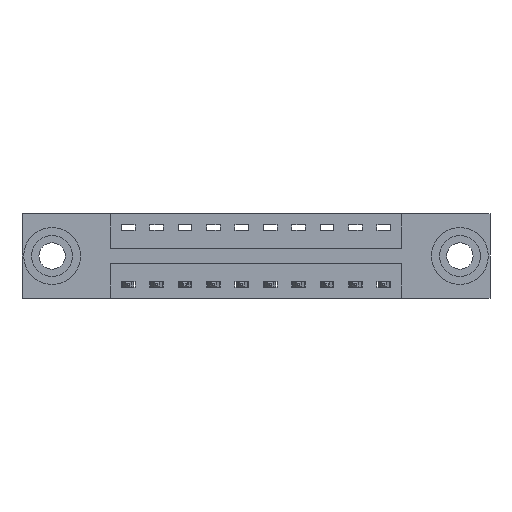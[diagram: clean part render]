
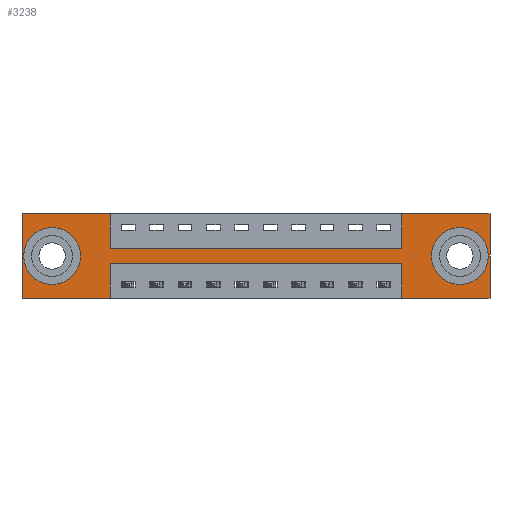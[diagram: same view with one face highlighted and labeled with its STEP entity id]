
A CAD part, front view. The second image highlights one B-rep face of the part: STEP entity #3238.
In plain terms, the highlighted planar face has unit normal (0, -1, 0).
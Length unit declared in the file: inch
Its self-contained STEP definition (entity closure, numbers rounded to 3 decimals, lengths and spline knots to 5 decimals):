
#109 = CARTESIAN_POINT ( 'NONE',  ( 2.06, 0., 0. ) ) ;
#220 = AXIS2_PLACEMENT_3D ( 'NONE', #1773, #10121, #3556 ) ;
#295 = CARTESIAN_POINT ( 'NONE',  ( 0., 0., 0. ) ) ;
#337 = VERTEX_POINT ( 'NONE', #6078 ) ;
#495 = VECTOR ( 'NONE', #5530, 39.37008 ) ;
#595 = VECTOR ( 'NONE', #10757, 39.37008 ) ;
#771 = VERTEX_POINT ( 'NONE', #109 ) ;
#792 = LINE ( 'NONE', #7201, #8822 ) ;
#849 = CARTESIAN_POINT ( 'NONE',  ( 1.9275, 0., -0.185 ) ) ;
#916 = ORIENTED_EDGE ( 'NONE', *, *, #3908, .F. ) ;
#978 = ORIENTED_EDGE ( 'NONE', *, *, #8809, .T. ) ;
#992 = CARTESIAN_POINT ( 'NONE',  ( 0.3875, 0., -0.22 ) ) ;
#1096 = AXIS2_PLACEMENT_3D ( 'NONE', #10069, #4621, #1977 ) ;
#1109 = DIRECTION ( 'NONE',  ( 1., 0., 0. ) ) ;
#1126 = ORIENTED_EDGE ( 'NONE', *, *, #1156, .T. ) ;
#1156 = EDGE_CURVE ( 'NONE', #3706, #337, #4236, .T. ) ;
#1246 = DIRECTION ( 'NONE',  ( 1., 0., 0. ) ) ;
#1319 = VECTOR ( 'NONE', #1246, 39.37008 ) ;
#1460 = FACE_BOUND ( 'NONE', #5032, .T. ) ;
#1674 = VECTOR ( 'NONE', #2494, 39.37008 ) ;
#1773 = CARTESIAN_POINT ( 'NONE',  ( 0.1325, 0., -0.185 ) ) ;
#1842 = ORIENTED_EDGE ( 'NONE', *, *, #2604, .F. ) ;
#1855 = VERTEX_POINT ( 'NONE', #295 ) ;
#1863 = CARTESIAN_POINT ( 'NONE',  ( 1.6725, 0., 0. ) ) ;
#1880 = DIRECTION ( 'NONE',  ( 0., 1., 0. ) ) ;
#1902 = ORIENTED_EDGE ( 'NONE', *, *, #6572, .F. ) ;
#1934 = DIRECTION ( 'NONE',  ( -1., 0., 0. ) ) ;
#1955 = LINE ( 'NONE', #4602, #10725 ) ;
#1977 = DIRECTION ( 'NONE',  ( 0., 0., -1. ) ) ;
#2109 = EDGE_CURVE ( 'NONE', #337, #3706, #6159, .T. ) ;
#2113 = LINE ( 'NONE', #6456, #11304 ) ;
#2371 = CARTESIAN_POINT ( 'NONE',  ( 0.1325, 0., -0.263 ) ) ;
#2446 = CIRCLE ( 'NONE', #220, 0.078 ) ;
#2494 = DIRECTION ( 'NONE',  ( 0., 0., -1. ) ) ;
#2560 = VECTOR ( 'NONE', #3000, 39.37008 ) ;
#2578 = CARTESIAN_POINT ( 'NONE',  ( 0.3875, 0., -0.22 ) ) ;
#2604 = EDGE_CURVE ( 'NONE', #2696, #5158, #792, .T. ) ;
#2696 = VERTEX_POINT ( 'NONE', #4900 ) ;
#2752 = VECTOR ( 'NONE', #9396, 39.37008 ) ;
#3000 = DIRECTION ( 'NONE',  ( 1., 0., 0. ) ) ;
#3012 = CARTESIAN_POINT ( 'NONE',  ( 0.3875, 0., -0.15 ) ) ;
#3238 = ADVANCED_FACE ( 'NONE', ( #6711, #1460, #10317 ), #6825, .T. ) ;
#3302 = VERTEX_POINT ( 'NONE', #2578 ) ;
#3372 = AXIS2_PLACEMENT_3D ( 'NONE', #10427, #5826, #9440 ) ;
#3528 = EDGE_CURVE ( 'NONE', #10592, #771, #2113, .T. ) ;
#3556 = DIRECTION ( 'NONE',  ( 0., 0., 1. ) ) ;
#3560 = EDGE_CURVE ( 'NONE', #771, #3798, #9762, .T. ) ;
#3632 = CARTESIAN_POINT ( 'NONE',  ( 1.6725, 0., -0.22 ) ) ;
#3706 = VERTEX_POINT ( 'NONE', #4201 ) ;
#3708 = ORIENTED_EDGE ( 'NONE', *, *, #10485, .F. ) ;
#3798 = VERTEX_POINT ( 'NONE', #5368 ) ;
#3814 = DIRECTION ( 'NONE',  ( -1., 0., 0. ) ) ;
#3829 = LINE ( 'NONE', #9204, #495 ) ;
#3908 = EDGE_CURVE ( 'NONE', #5158, #8794, #10332, .T. ) ;
#4093 = VERTEX_POINT ( 'NONE', #2371 ) ;
#4201 = CARTESIAN_POINT ( 'NONE',  ( 1.9275, 0., -0.107 ) ) ;
#4236 = CIRCLE ( 'NONE', #11007, 0.078 ) ;
#4406 = VERTEX_POINT ( 'NONE', #5055 ) ;
#4518 = CARTESIAN_POINT ( 'NONE',  ( 0., 0., 0. ) ) ;
#4557 = DIRECTION ( 'NONE',  ( 0., 0., -1. ) ) ;
#4602 = CARTESIAN_POINT ( 'NONE',  ( 0.3875, 0., -0.37 ) ) ;
#4621 = DIRECTION ( 'NONE',  ( 0., 1., 0. ) ) ;
#4722 = EDGE_CURVE ( 'NONE', #4406, #4093, #2446, .T. ) ;
#4900 = CARTESIAN_POINT ( 'NONE',  ( 0.3875, 0., 0. ) ) ;
#4998 = CARTESIAN_POINT ( 'NONE',  ( 0., 0., 0. ) ) ;
#5032 = EDGE_LOOP ( 'NONE', ( #9105, #978 ) ) ;
#5037 = DIRECTION ( 'NONE',  ( 0., 0., 1. ) ) ;
#5055 = CARTESIAN_POINT ( 'NONE',  ( 0.1325, 0., -0.107 ) ) ;
#5158 = VERTEX_POINT ( 'NONE', #8267 ) ;
#5211 = EDGE_CURVE ( 'NONE', #3302, #7165, #1955, .T. ) ;
#5332 = CARTESIAN_POINT ( 'NONE',  ( 1.6725, 0., -0.37 ) ) ;
#5344 = ORIENTED_EDGE ( 'NONE', *, *, #2109, .T. ) ;
#5368 = CARTESIAN_POINT ( 'NONE',  ( 2.06, 0., -0.37 ) ) ;
#5530 = DIRECTION ( 'NONE',  ( -1., 0., 0. ) ) ;
#5581 = CARTESIAN_POINT ( 'NONE',  ( 1.6725, 0., 0. ) ) ;
#5711 = CARTESIAN_POINT ( 'NONE',  ( 0.1325, 0., -0.185 ) ) ;
#5826 = DIRECTION ( 'NONE',  ( 0., -1., 0. ) ) ;
#5956 = ORIENTED_EDGE ( 'NONE', *, *, #3528, .F. ) ;
#6078 = CARTESIAN_POINT ( 'NONE',  ( 1.9275, 0., -0.263 ) ) ;
#6159 = CIRCLE ( 'NONE', #1096, 0.078 ) ;
#6356 = DIRECTION ( 'NONE',  ( 0., 0., 1. ) ) ;
#6456 = CARTESIAN_POINT ( 'NONE',  ( 0., 0., 0. ) ) ;
#6490 = CARTESIAN_POINT ( 'NONE',  ( 0., 0., -0.37 ) ) ;
#6572 = EDGE_CURVE ( 'NONE', #1855, #2696, #8380, .T. ) ;
#6711 = FACE_BOUND ( 'NONE', #8119, .T. ) ;
#6825 = PLANE ( 'NONE',  #3372 ) ;
#6860 = ORIENTED_EDGE ( 'NONE', *, *, #8797, .F. ) ;
#7165 = VERTEX_POINT ( 'NONE', #9718 ) ;
#7201 = CARTESIAN_POINT ( 'NONE',  ( 0.3875, 0., 0. ) ) ;
#7230 = LINE ( 'NONE', #7405, #11356 ) ;
#7232 = LINE ( 'NONE', #992, #7446 ) ;
#7259 = VERTEX_POINT ( 'NONE', #3632 ) ;
#7289 = EDGE_CURVE ( 'NONE', #11029, #7259, #9287, .T. ) ;
#7321 = DIRECTION ( 'NONE',  ( 0., 0., -1. ) ) ;
#7405 = CARTESIAN_POINT ( 'NONE',  ( 0., 0., -0.37 ) ) ;
#7446 = VECTOR ( 'NONE', #1934, 39.37008 ) ;
#7514 = CARTESIAN_POINT ( 'NONE',  ( 1.6725, 0., -0.37 ) ) ;
#7701 = VECTOR ( 'NONE', #5037, 39.37008 ) ;
#7803 = CARTESIAN_POINT ( 'NONE',  ( 2.06, 0., 0. ) ) ;
#7953 = ORIENTED_EDGE ( 'NONE', *, *, #3560, .F. ) ;
#8007 = CIRCLE ( 'NONE', #9521, 0.078 ) ;
#8119 = EDGE_LOOP ( 'NONE', ( #1126, #5344 ) ) ;
#8128 = LINE ( 'NONE', #1863, #7701 ) ;
#8267 = CARTESIAN_POINT ( 'NONE',  ( 0.3875, 0., -0.15 ) ) ;
#8355 = EDGE_LOOP ( 'NONE', ( #11518, #3708, #8827, #10133, #7953, #5956, #10574, #916, #1842, #1902, #9029, #6860 ) ) ;
#8380 = LINE ( 'NONE', #4998, #2560 ) ;
#8794 = VERTEX_POINT ( 'NONE', #10627 ) ;
#8797 = EDGE_CURVE ( 'NONE', #7165, #11369, #3829, .T. ) ;
#8809 = EDGE_CURVE ( 'NONE', #4093, #4406, #8007, .T. ) ;
#8822 = VECTOR ( 'NONE', #7321, 39.37008 ) ;
#8827 = ORIENTED_EDGE ( 'NONE', *, *, #7289, .F. ) ;
#9029 = ORIENTED_EDGE ( 'NONE', *, *, #9686, .F. ) ;
#9105 = ORIENTED_EDGE ( 'NONE', *, *, #4722, .T. ) ;
#9149 = DIRECTION ( 'NONE',  ( 0., 0., -1. ) ) ;
#9204 = CARTESIAN_POINT ( 'NONE',  ( 0., 0., -0.37 ) ) ;
#9247 = EDGE_CURVE ( 'NONE', #3798, #11029, #7230, .T. ) ;
#9287 = LINE ( 'NONE', #5332, #595 ) ;
#9304 = EDGE_CURVE ( 'NONE', #8794, #10592, #8128, .T. ) ;
#9396 = DIRECTION ( 'NONE',  ( 0., 0., 1. ) ) ;
#9440 = DIRECTION ( 'NONE',  ( 0., 0., -1. ) ) ;
#9521 = AXIS2_PLACEMENT_3D ( 'NONE', #5711, #1880, #6356 ) ;
#9686 = EDGE_CURVE ( 'NONE', #11369, #1855, #10811, .T. ) ;
#9718 = CARTESIAN_POINT ( 'NONE',  ( 0.3875, 0., -0.37 ) ) ;
#9762 = LINE ( 'NONE', #7803, #1674 ) ;
#9824 = DIRECTION ( 'NONE',  ( 0., 1., 0. ) ) ;
#10069 = CARTESIAN_POINT ( 'NONE',  ( 1.9275, 0., -0.185 ) ) ;
#10121 = DIRECTION ( 'NONE',  ( 0., 1., 0. ) ) ;
#10133 = ORIENTED_EDGE ( 'NONE', *, *, #9247, .F. ) ;
#10317 = FACE_OUTER_BOUND ( 'NONE', #8355, .T. ) ;
#10332 = LINE ( 'NONE', #3012, #1319 ) ;
#10427 = CARTESIAN_POINT ( 'NONE',  ( 0., 0., -0.37 ) ) ;
#10485 = EDGE_CURVE ( 'NONE', #7259, #3302, #7232, .T. ) ;
#10574 = ORIENTED_EDGE ( 'NONE', *, *, #9304, .F. ) ;
#10592 = VERTEX_POINT ( 'NONE', #5581 ) ;
#10627 = CARTESIAN_POINT ( 'NONE',  ( 1.6725, 0., -0.15 ) ) ;
#10725 = VECTOR ( 'NONE', #9149, 39.37008 ) ;
#10757 = DIRECTION ( 'NONE',  ( 0., 0., 1. ) ) ;
#10811 = LINE ( 'NONE', #4518, #2752 ) ;
#11007 = AXIS2_PLACEMENT_3D ( 'NONE', #849, #9824, #4557 ) ;
#11029 = VERTEX_POINT ( 'NONE', #7514 ) ;
#11304 = VECTOR ( 'NONE', #1109, 39.37008 ) ;
#11356 = VECTOR ( 'NONE', #3814, 39.37008 ) ;
#11369 = VERTEX_POINT ( 'NONE', #6490 ) ;
#11518 = ORIENTED_EDGE ( 'NONE', *, *, #5211, .F. ) ;
